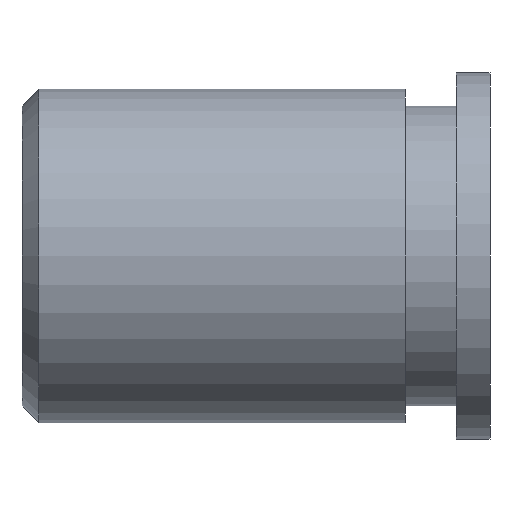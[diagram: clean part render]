
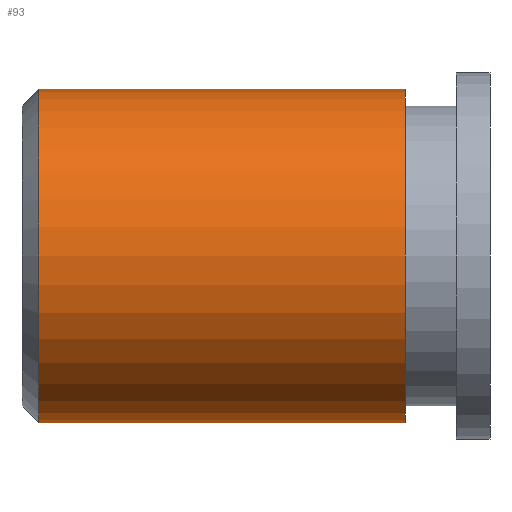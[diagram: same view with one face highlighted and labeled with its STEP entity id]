
A CAD part, left-side view. The second image highlights one B-rep face of the part: STEP entity #93.
In plain terms, the highlighted cylindrical face has radius 2.501 mm (diameter 5.001 mm), a partial arc.
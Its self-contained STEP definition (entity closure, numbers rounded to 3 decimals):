
#8 = VERTEX_POINT ( 'NONE', #239 ) ;
#17 = EDGE_CURVE ( 'NONE', #180, #159, #295, .T. ) ;
#31 = EDGE_CURVE ( 'NONE', #8, #159, #364, .T. ) ;
#58 = ORIENTED_EDGE ( 'NONE', *, *, #31, .F. ) ;
#68 = EDGE_CURVE ( 'NONE', #181, #180, #388, .T. ) ;
#91 = EDGE_LOOP ( 'NONE', ( #92, #95, #96, #58 ) ) ;
#92 = ORIENTED_EDGE ( 'NONE', *, *, #183, .F. ) ;
#93 = ADVANCED_FACE ( 'NONE', ( #552 ), #507, .T. ) ;
#95 = ORIENTED_EDGE ( 'NONE', *, *, #68, .T. ) ;
#96 = ORIENTED_EDGE ( 'NONE', *, *, #17, .T. ) ;
#159 = VERTEX_POINT ( 'NONE', #588 ) ;
#180 = VERTEX_POINT ( 'NONE', #762 ) ;
#181 = VERTEX_POINT ( 'NONE', #761 ) ;
#183 = EDGE_CURVE ( 'NONE', #181, #8, #690, .T. ) ;
#239 = CARTESIAN_POINT ( 'NONE',  ( 0., 3.251, -2.501 ) ) ;
#273 = VECTOR ( 'NONE', #293, 1000. ) ;
#293 = DIRECTION ( 'NONE',  ( 0., 1., 0. ) ) ;
#294 = CARTESIAN_POINT ( 'NONE',  ( 0., 3.505, 2.501 ) ) ;
#295 = LINE ( 'NONE', #294, #273 ) ;
#330 = CARTESIAN_POINT ( 'NONE',  ( 0., 3.251, 0. ) ) ;
#346 = AXIS2_PLACEMENT_3D ( 'NONE', #330, #373, #369 ) ;
#364 = CIRCLE ( 'NONE', #346, 2.501 ) ;
#369 = DIRECTION ( 'NONE',  ( 0., 0., 1. ) ) ;
#373 = DIRECTION ( 'NONE',  ( 0., 1., 0. ) ) ;
#388 = CIRCLE ( 'NONE', #456, 2.501 ) ;
#428 = DIRECTION ( 'NONE',  ( 0., 0., 1. ) ) ;
#429 = DIRECTION ( 'NONE',  ( 0., 1., 0. ) ) ;
#455 = CARTESIAN_POINT ( 'NONE',  ( 0., -2.235, 0. ) ) ;
#456 = AXIS2_PLACEMENT_3D ( 'NONE', #455, #429, #428 ) ;
#507 = CYLINDRICAL_SURFACE ( 'NONE', #514, 2.501 ) ;
#511 = DIRECTION ( 'NONE',  ( 0., 0., 1. ) ) ;
#512 = DIRECTION ( 'NONE',  ( 0., 1., 0. ) ) ;
#513 = CARTESIAN_POINT ( 'NONE',  ( 0., 3.505, 0. ) ) ;
#514 = AXIS2_PLACEMENT_3D ( 'NONE', #513, #512, #511 ) ;
#552 = FACE_OUTER_BOUND ( 'NONE', #91, .T. ) ;
#588 = CARTESIAN_POINT ( 'NONE',  ( 0., 3.251, 2.501 ) ) ;
#687 = DIRECTION ( 'NONE',  ( 0., 1., 0. ) ) ;
#688 = VECTOR ( 'NONE', #687, 1000. ) ;
#689 = CARTESIAN_POINT ( 'NONE',  ( 0., 3.505, -2.501 ) ) ;
#690 = LINE ( 'NONE', #689, #688 ) ;
#761 = CARTESIAN_POINT ( 'NONE',  ( 0., -2.235, -2.501 ) ) ;
#762 = CARTESIAN_POINT ( 'NONE',  ( 0., -2.235, 2.501 ) ) ;
